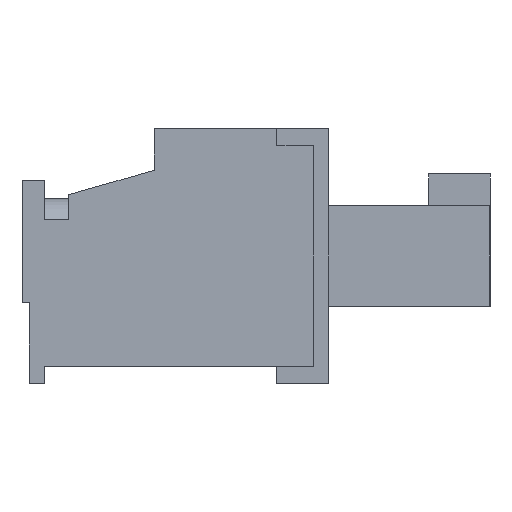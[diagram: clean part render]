
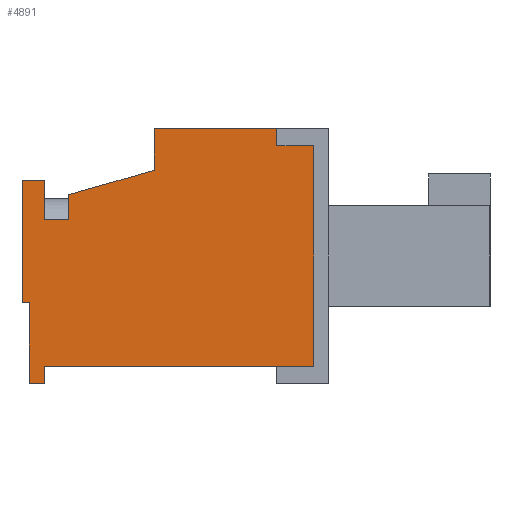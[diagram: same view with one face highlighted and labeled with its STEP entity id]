
A CAD part, left-side view. The second image highlights one B-rep face of the part: STEP entity #4891.
In plain terms, the highlighted planar face has unit normal (-1, 0, 0).
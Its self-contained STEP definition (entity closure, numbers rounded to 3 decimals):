
#124 = EDGE_CURVE ( 'NONE', #17570, #20949, #15367, .T. ) ;
#206 = EDGE_CURVE ( 'NONE', #21943, #24867, #18208, .T. ) ;
#243 = CARTESIAN_POINT ( 'NONE',  ( -3.5, -3.1, 5.76 ) ) ;
#926 = CARTESIAN_POINT ( 'NONE',  ( -3.5, 4.5, 6.66 ) ) ;
#1757 = CARTESIAN_POINT ( 'NONE',  ( -3.5, -1.5, 4.76 ) ) ;
#1763 = DIRECTION ( 'NONE',  ( 0., 0., 1. ) ) ;
#1931 = VECTOR ( 'NONE', #17122, 1000. ) ;
#2004 = LINE ( 'NONE', #21573, #23800 ) ;
#2431 = EDGE_CURVE ( 'NONE', #10837, #8999, #18117, .T. ) ;
#2799 = EDGE_CURVE ( 'NONE', #11415, #10495, #2004, .T. ) ;
#3084 = ORIENTED_EDGE ( 'NONE', *, *, #22580, .T. ) ;
#3345 = VECTOR ( 'NONE', #1763, 1000. ) ;
#3477 = EDGE_CURVE ( 'NONE', #11272, #11415, #26244, .T. ) ;
#3486 = VECTOR ( 'NONE', #9786, 1000. ) ;
#3822 = VECTOR ( 'NONE', #13171, 1000. ) ;
#4112 = CARTESIAN_POINT ( 'NONE',  ( -3.5, -4.5, -3.74 ) ) ;
#4247 = DIRECTION ( 'NONE',  ( 0., 1., 0. ) ) ;
#4322 = DIRECTION ( 'NONE',  ( 0., 0., -1. ) ) ;
#4477 = VECTOR ( 'NONE', #26156, 1000. ) ;
#4489 = CARTESIAN_POINT ( 'NONE',  ( -3.5, 1.9, 6.36 ) ) ;
#4807 = DIRECTION ( 'NONE',  ( 0., -1., 0. ) ) ;
#4891 = ADVANCED_FACE ( 'NONE', ( #11544 ), #20383, .T. ) ;
#5208 = DIRECTION ( 'NONE',  ( 0., 1., 0. ) ) ;
#5251 = LINE ( 'NONE', #8369, #20896 ) ;
#5668 = CARTESIAN_POINT ( 'NONE',  ( -3.5, -1.5, 5.76 ) ) ;
#5730 = EDGE_CURVE ( 'NONE', #20949, #13893, #15363, .T. ) ;
#5853 = VECTOR ( 'NONE', #22546, 1000. ) ;
#6384 = VERTEX_POINT ( 'NONE', #1757 ) ;
#6561 = DIRECTION ( 'NONE',  ( 0., 1., 0. ) ) ;
#6603 = EDGE_CURVE ( 'NONE', #15967, #8999, #9246, .T. ) ;
#6823 = ORIENTED_EDGE ( 'NONE', *, *, #2799, .T. ) ;
#6957 = CARTESIAN_POINT ( 'NONE',  ( -3.5, -3.1, 4.76 ) ) ;
#6999 = ORIENTED_EDGE ( 'NONE', *, *, #25860, .T. ) ;
#7656 = VECTOR ( 'NONE', #4247, 1000. ) ;
#7963 = EDGE_CURVE ( 'NONE', #21549, #21943, #18087, .T. ) ;
#8369 = CARTESIAN_POINT ( 'NONE',  ( -3.5, 1.9, 6.661 ) ) ;
#8596 = ORIENTED_EDGE ( 'NONE', *, *, #3477, .T. ) ;
#8711 = VERTEX_POINT ( 'NONE', #25844 ) ;
#8871 = CARTESIAN_POINT ( 'NONE',  ( -3.5, -5.2, -3.74 ) ) ;
#8999 = VERTEX_POINT ( 'NONE', #17302 ) ;
#9225 = CARTESIAN_POINT ( 'NONE',  ( -3.5, -4.5, -5.24 ) ) ;
#9246 = LINE ( 'NONE', #4489, #19427 ) ;
#9786 = DIRECTION ( 'NONE',  ( 0., 0., -1. ) ) ;
#9845 = ORIENTED_EDGE ( 'NONE', *, *, #15822, .F. ) ;
#9983 = VERTEX_POINT ( 'NONE', #16545 ) ;
#10074 = CARTESIAN_POINT ( 'NONE',  ( -3.5, -3.1, 5.76 ) ) ;
#10495 = VERTEX_POINT ( 'NONE', #20115 ) ;
#10531 = CARTESIAN_POINT ( 'NONE',  ( -3.5, 0.946, 5.74 ) ) ;
#10837 = VERTEX_POINT ( 'NONE', #25285 ) ;
#11073 = ORIENTED_EDGE ( 'NONE', *, *, #5730, .F. ) ;
#11217 = DIRECTION ( 'NONE',  ( 0., 0., -1. ) ) ;
#11220 = EDGE_CURVE ( 'NONE', #8711, #14740, #11306, .T. ) ;
#11272 = VERTEX_POINT ( 'NONE', #243 ) ;
#11306 = LINE ( 'NONE', #4112, #5853 ) ;
#11415 = VERTEX_POINT ( 'NONE', #23248 ) ;
#11536 = LINE ( 'NONE', #6957, #16325 ) ;
#11544 = FACE_OUTER_BOUND ( 'NONE', #12061, .T. ) ;
#11616 = ORIENTED_EDGE ( 'NONE', *, *, #2431, .F. ) ;
#11753 = ORIENTED_EDGE ( 'NONE', *, *, #6603, .T. ) ;
#11883 = CARTESIAN_POINT ( 'NONE',  ( -3.5, 4.5, -5.24 ) ) ;
#12061 = EDGE_LOOP ( 'NONE', ( #11753, #11616, #17539, #21547, #12072, #17688, #21957, #3084, #11073, #19315, #15169, #9845, #18054, #8596, #6823, #6999 ) ) ;
#12072 = ORIENTED_EDGE ( 'NONE', *, *, #206, .T. ) ;
#12132 = DIRECTION ( 'NONE',  ( 0., 0., 1. ) ) ;
#12171 = VECTOR ( 'NONE', #16412, 1000. ) ;
#12304 = DIRECTION ( 'NONE',  ( -1., 0., 0. ) ) ;
#12920 = LINE ( 'NONE', #15092, #1931 ) ;
#13099 = CARTESIAN_POINT ( 'NONE',  ( -3.5, -5.2, 1.26 ) ) ;
#13142 = EDGE_CURVE ( 'NONE', #11272, #9983, #18503, .T. ) ;
#13171 = DIRECTION ( 'NONE',  ( 0., -1., 0. ) ) ;
#13893 = VERTEX_POINT ( 'NONE', #13099 ) ;
#14261 = LINE ( 'NONE', #20119, #3345 ) ;
#14343 = DIRECTION ( 'NONE',  ( 0., 0., 1. ) ) ;
#14399 = LINE ( 'NONE', #5668, #3486 ) ;
#14590 = CARTESIAN_POINT ( 'NONE',  ( -3.5, 4.5, 5.74 ) ) ;
#14740 = VERTEX_POINT ( 'NONE', #8871 ) ;
#15092 = CARTESIAN_POINT ( 'NONE',  ( -3.5, -4.5, -3.74 ) ) ;
#15169 = ORIENTED_EDGE ( 'NONE', *, *, #25431, .F. ) ;
#15363 = LINE ( 'NONE', #23327, #3822 ) ;
#15367 = LINE ( 'NONE', #16048, #4477 ) ;
#15822 = EDGE_CURVE ( 'NONE', #9983, #6384, #14399, .T. ) ;
#15967 = VERTEX_POINT ( 'NONE', #22840 ) ;
#16048 = CARTESIAN_POINT ( 'NONE',  ( -3.5, -3.5, 1.26 ) ) ;
#16325 = VECTOR ( 'NONE', #4807, 1000. ) ;
#16412 = DIRECTION ( 'NONE',  ( 0., -1., 0. ) ) ;
#16492 = CARTESIAN_POINT ( 'NONE',  ( -3.5, -3.1, 5.76 ) ) ;
#16545 = CARTESIAN_POINT ( 'NONE',  ( -3.5, -1.5, 5.76 ) ) ;
#17122 = DIRECTION ( 'NONE',  ( 0., 0., -1. ) ) ;
#17302 = CARTESIAN_POINT ( 'NONE',  ( -3.5, 5.2, 6.36 ) ) ;
#17458 = VECTOR ( 'NONE', #11217, 1000. ) ;
#17539 = ORIENTED_EDGE ( 'NONE', *, *, #22175, .F. ) ;
#17570 = VERTEX_POINT ( 'NONE', #19930 ) ;
#17688 = ORIENTED_EDGE ( 'NONE', *, *, #19399, .F. ) ;
#18054 = ORIENTED_EDGE ( 'NONE', *, *, #13142, .F. ) ;
#18087 = LINE ( 'NONE', #926, #17458 ) ;
#18117 = LINE ( 'NONE', #26474, #24194 ) ;
#18208 = LINE ( 'NONE', #24586, #12171 ) ;
#18400 = LINE ( 'NONE', #10531, #24466 ) ;
#18503 = LINE ( 'NONE', #16492, #7656 ) ;
#19315 = ORIENTED_EDGE ( 'NONE', *, *, #124, .F. ) ;
#19399 = EDGE_CURVE ( 'NONE', #8711, #24867, #12920, .T. ) ;
#19427 = VECTOR ( 'NONE', #6561, 1000. ) ;
#19930 = CARTESIAN_POINT ( 'NONE',  ( -3.5, -2.5, 4.76 ) ) ;
#20115 = CARTESIAN_POINT ( 'NONE',  ( -3.5, 1.9, 6.66 ) ) ;
#20119 = CARTESIAN_POINT ( 'NONE',  ( -3.5, -5.2, -5.24 ) ) ;
#20149 = CARTESIAN_POINT ( 'NONE',  ( -3.5, -3.5, 1.26 ) ) ;
#20383 = PLANE ( 'NONE',  #26517 ) ;
#20873 = VECTOR ( 'NONE', #12132, 1000. ) ;
#20896 = VECTOR ( 'NONE', #4322, 1000. ) ;
#20949 = VERTEX_POINT ( 'NONE', #20149 ) ;
#21547 = ORIENTED_EDGE ( 'NONE', *, *, #7963, .T. ) ;
#21549 = VERTEX_POINT ( 'NONE', #14590 ) ;
#21573 = CARTESIAN_POINT ( 'NONE',  ( -3.5, -5.2, 6.66 ) ) ;
#21943 = VERTEX_POINT ( 'NONE', #11883 ) ;
#21957 = ORIENTED_EDGE ( 'NONE', *, *, #11220, .T. ) ;
#22175 = EDGE_CURVE ( 'NONE', #21549, #10837, #18400, .T. ) ;
#22546 = DIRECTION ( 'NONE',  ( 0., -1., 0. ) ) ;
#22580 = EDGE_CURVE ( 'NONE', #14740, #13893, #14261, .T. ) ;
#22840 = CARTESIAN_POINT ( 'NONE',  ( -3.5, 1.9, 6.36 ) ) ;
#23248 = CARTESIAN_POINT ( 'NONE',  ( -3.5, -3.1, 6.66 ) ) ;
#23327 = CARTESIAN_POINT ( 'NONE',  ( -3.5, -3.5, 1.26 ) ) ;
#23800 = VECTOR ( 'NONE', #5208, 1000. ) ;
#24194 = VECTOR ( 'NONE', #14343, 1000. ) ;
#24466 = VECTOR ( 'NONE', #24784, 1000. ) ;
#24485 = CARTESIAN_POINT ( 'NONE',  ( -3.5, 0., 0. ) ) ;
#24586 = CARTESIAN_POINT ( 'NONE',  ( -3.5, 4.5, -5.24 ) ) ;
#24784 = DIRECTION ( 'NONE',  ( 0., 1., 0. ) ) ;
#24867 = VERTEX_POINT ( 'NONE', #9225 ) ;
#25285 = CARTESIAN_POINT ( 'NONE',  ( -3.5, 5.2, 5.74 ) ) ;
#25431 = EDGE_CURVE ( 'NONE', #6384, #17570, #11536, .T. ) ;
#25844 = CARTESIAN_POINT ( 'NONE',  ( -3.5, -4.5, -3.74 ) ) ;
#25860 = EDGE_CURVE ( 'NONE', #10495, #15967, #5251, .T. ) ;
#26156 = DIRECTION ( 'NONE',  ( 0., -0.275, -0.962 ) ) ;
#26244 = LINE ( 'NONE', #10074, #20873 ) ;
#26474 = CARTESIAN_POINT ( 'NONE',  ( -3.5, 5.2, 5.74 ) ) ;
#26478 = DIRECTION ( 'NONE',  ( 0., 0., 1. ) ) ;
#26517 = AXIS2_PLACEMENT_3D ( 'NONE', #24485, #12304, #26478 ) ;
